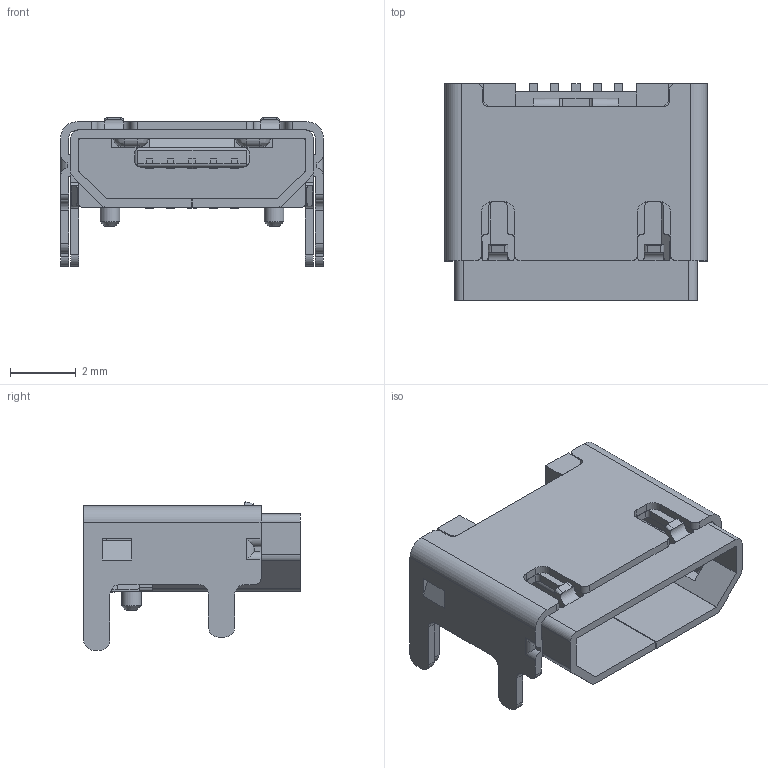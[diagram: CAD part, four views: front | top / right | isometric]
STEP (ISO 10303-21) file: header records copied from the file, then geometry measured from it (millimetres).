
FILE_DESCRIPTION(('FreeCAD Model'),'2;1');
FILE_NAME( 'USB_Micro-B_Wuerth_629105150521.step', '2021-03-17T15:03:26',('Author'),(''), 'Open CASCADE STEP processor 7.2','FreeCAD','Unknown');
FILE_SCHEMA(('AUTOMOTIVE_DESIGN { 1 0 10303 214 1 1 1 1 }'));
Length unit declared in the file: millimetre
Products named in the file (6): Assem1; 629105150521_Pin004; 629105150521_Housing; 629105150521_Pin2; 629105150521_Shielding; 629105150521_Shielding2
Assembly tree (8 placements, depth 2):
  Assem1
    629105150521_Pin004  x4
    629105150521_Housing
    629105150521_Pin2
    629105150521_Shielding
    629105150521_Shielding2
Bounding box: 8 x 6.6 x 4.52 mm (x, y, z)
Volume: 75.4 mm3; surface area: 518.4 mm2
Topology: 8 solids, 8 shells, 597 faces, 1734 edges, 1131 vertices
Faces by surface type: plane 379, cylinder 186, bspline 22, torus 8, cone 2
Full cylindrical faces by diameter (mm): 0.6 x2
Entity records: 46869 total; most frequent: CARTESIAN_POINT 11445, DIRECTION 5909, LINE 3908, VECTOR 3908, ORIENTED_EDGE 3162, PCURVE 3162, DEFINITIONAL_REPRESENTATION 3162, EDGE_CURVE 1581
